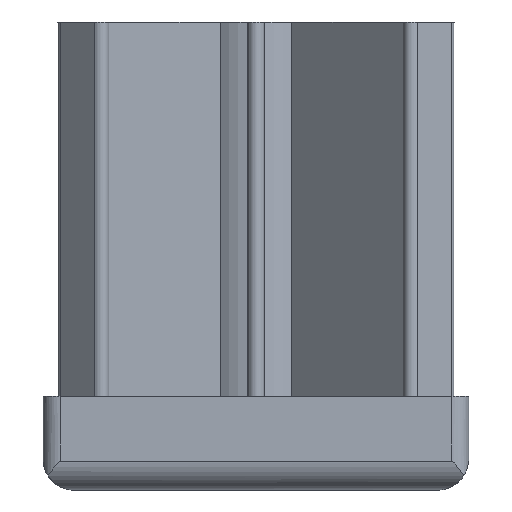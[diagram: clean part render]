
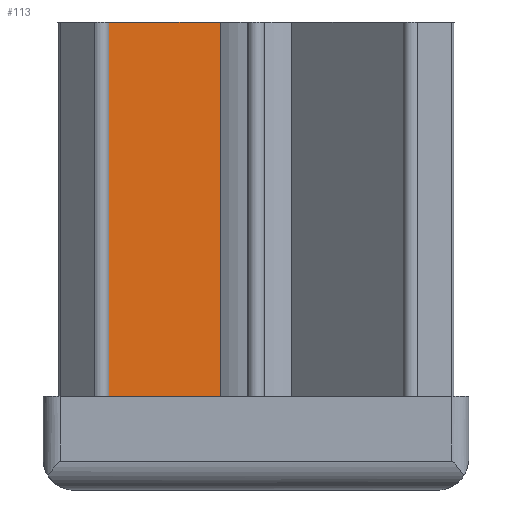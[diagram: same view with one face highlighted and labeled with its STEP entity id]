
A CAD part, front view. The second image highlights one B-rep face of the part: STEP entity #113.
In plain terms, the highlighted planar face has unit normal (0.707, -0.707, 0).
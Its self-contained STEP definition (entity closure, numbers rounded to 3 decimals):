
#113 = ADVANCED_FACE( '', ( #276 ), #277, .F. );
#276 = FACE_OUTER_BOUND( '', #491, .T. );
#277 = PLANE( '', #492 );
#491 = EDGE_LOOP( '', ( #755, #756, #757, #758 ) );
#492 = AXIS2_PLACEMENT_3D( '', #759, #760, #761 );
#755 = ORIENTED_EDGE( '', *, *, #1356, .T. );
#756 = ORIENTED_EDGE( '', *, *, #1357, .T. );
#757 = ORIENTED_EDGE( '', *, *, #1358, .F. );
#758 = ORIENTED_EDGE( '', *, *, #1359, .F. );
#759 = CARTESIAN_POINT( '', ( -18.879, -20.293, 55. ) );
#760 = DIRECTION( '', ( -0.707, 0.707, 0. ) );
#761 = DIRECTION( '', ( -0.707, -0.707, 0. ) );
#1356 = EDGE_CURVE( '', #1645, #1646, #1647, .T. );
#1357 = EDGE_CURVE( '', #1646, #1648, #1649, .T. );
#1358 = EDGE_CURVE( '', #1650, #1648, #1651, .T. );
#1359 = EDGE_CURVE( '', #1645, #1650, #1652, .T. );
#1645 = VERTEX_POINT( '', #2126 );
#1646 = VERTEX_POINT( '', #2127 );
#1647 = LINE( '', #2128, #2129 );
#1648 = VERTEX_POINT( '', #2130 );
#1649 = LINE( '', #2131, #2132 );
#1650 = VERTEX_POINT( '', #2133 );
#1651 = LINE( '', #2134, #2135 );
#1652 = LINE( '', #2136, #2137 );
#2126 = CARTESIAN_POINT( '', ( -18.879, -20.293, 55. ) );
#2127 = CARTESIAN_POINT( '', ( -18.879, -20.293, 11. ) );
#2128 = CARTESIAN_POINT( '', ( -18.879, -20.293, 55. ) );
#2129 = VECTOR( '', #2642, 1000. );
#2130 = CARTESIAN_POINT( '', ( -4.192, -5.606, 11. ) );
#2131 = CARTESIAN_POINT( '', ( -18.879, -20.293, 11. ) );
#2132 = VECTOR( '', #2643, 1000. );
#2133 = CARTESIAN_POINT( '', ( -4.192, -5.606, 55. ) );
#2134 = CARTESIAN_POINT( '', ( -4.192, -5.606, 55. ) );
#2135 = VECTOR( '', #2644, 1000. );
#2136 = CARTESIAN_POINT( '', ( -18.879, -20.293, 55. ) );
#2137 = VECTOR( '', #2645, 1000. );
#2642 = DIRECTION( '', ( 0., 0., -1. ) );
#2643 = DIRECTION( '', ( 0.707, 0.707, 0. ) );
#2644 = DIRECTION( '', ( 0., 0., -1. ) );
#2645 = DIRECTION( '', ( 0.707, 0.707, 0. ) );
